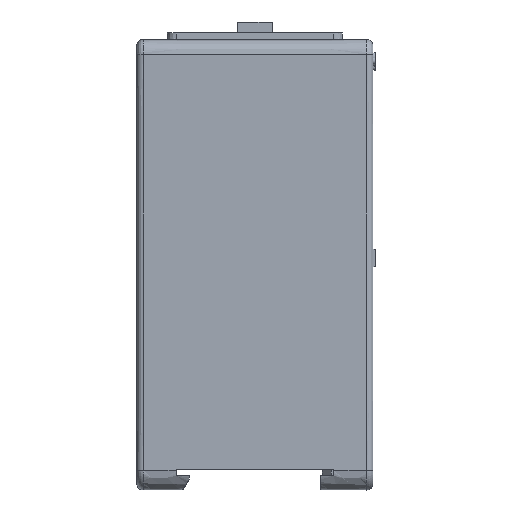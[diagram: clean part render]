
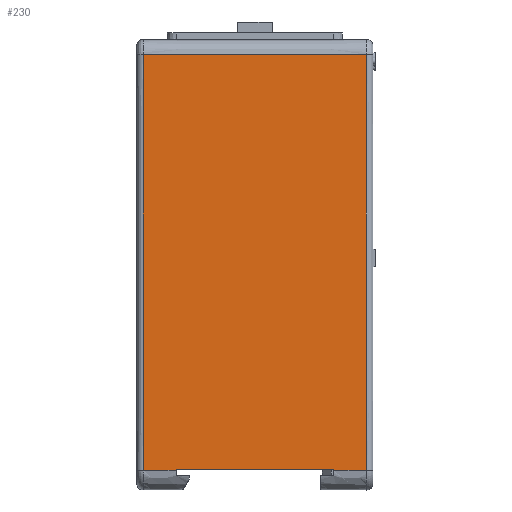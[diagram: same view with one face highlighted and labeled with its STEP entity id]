
A CAD part, left-side view. The second image highlights one B-rep face of the part: STEP entity #230.
In plain terms, the highlighted free-form (B-spline) face has degree [1, 1] with [2, 2] control points.
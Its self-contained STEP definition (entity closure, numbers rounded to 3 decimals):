
#230=ADVANCED_FACE($,(#496),#3384,.T.);
#496=FACE_OUTER_BOUND($,#757,.T.);
#757=EDGE_LOOP($,(#1449,#1450,#1451,#1452,#1453,#1454,#1455,#1456,#1457,
#1458));
#1449=ORIENTED_EDGE($,*,*,#2573,.T.);
#1450=ORIENTED_EDGE($,*,*,#2575,.T.);
#1451=ORIENTED_EDGE($,*,*,#2572,.T.);
#1452=ORIENTED_EDGE($,*,*,#2576,.T.);
#1453=ORIENTED_EDGE($,*,*,#2574,.T.);
#1454=ORIENTED_EDGE($,*,*,#2622,.T.);
#1455=ORIENTED_EDGE($,*,*,#2416,.F.);
#1456=ORIENTED_EDGE($,*,*,#2417,.T.);
#1457=ORIENTED_EDGE($,*,*,#2475,.F.);
#1458=ORIENTED_EDGE($,*,*,#2472,.T.);
#2416=EDGE_CURVE($,#2995,#2996,#9436,.T.);
#2417=EDGE_CURVE($,#2995,#3025,#9437,.T.);
#2472=EDGE_CURVE($,#3030,#3086,#9483,.T.);
#2475=EDGE_CURVE($,#3030,#3025,#9486,.T.);
#2572=EDGE_CURVE($,#3097,#3098,#9566,.T.);
#2573=EDGE_CURVE($,#3086,#3099,#9567,.T.);
#2574=EDGE_CURVE($,#3100,#3089,#9568,.T.);
#2575=EDGE_CURVE($,#3099,#3097,#9569,.T.);
#2576=EDGE_CURVE($,#3098,#3100,#9570,.T.);
#2622=EDGE_CURVE($,#3089,#2996,#9616,.T.);
#2995=VERTEX_POINT($,#8527);
#2996=VERTEX_POINT($,#8528);
#3025=VERTEX_POINT($,#8557);
#3030=VERTEX_POINT($,#8562);
#3086=VERTEX_POINT($,#8618);
#3089=VERTEX_POINT($,#8621);
#3097=VERTEX_POINT($,#8629);
#3098=VERTEX_POINT($,#8630);
#3099=VERTEX_POINT($,#8631);
#3100=VERTEX_POINT($,#8632);
#3384=B_SPLINE_SURFACE_WITH_KNOTS($,1,1,((#7651,#7652),(#7653,#7654)),.UNSPECIFIED.,
.F.,.F.,.F.,(2,2),(2,2),(4.5,99.5),(1.5,52.5),
.UNSPECIFIED.);
#5480=CARTESIAN_POINT($,(0.,1.5,99.5));
#5481=CARTESIAN_POINT($,(0.,1.5,67.833));
#5482=CARTESIAN_POINT($,(0.,1.5,36.167));
#5483=CARTESIAN_POINT($,(0.,1.5,4.5));
#5484=CARTESIAN_POINT($,(0.,1.5,99.5));
#5485=CARTESIAN_POINT($,(0.,18.5,99.5));
#5486=CARTESIAN_POINT($,(0.,35.5,99.5));
#5487=CARTESIAN_POINT($,(0.,52.5,99.5));
#5934=CARTESIAN_POINT($,(0.,52.5,4.5));
#5935=CARTESIAN_POINT($,(0.,50.,4.5));
#5936=CARTESIAN_POINT($,(0.,47.5,4.5));
#5937=CARTESIAN_POINT($,(0.,45.,4.5));
#5953=CARTESIAN_POINT($,(0.,52.5,4.5));
#5954=CARTESIAN_POINT($,(0.,52.5,36.167));
#5955=CARTESIAN_POINT($,(0.,52.5,67.833));
#5956=CARTESIAN_POINT($,(0.,52.5,99.5));
#6442=CARTESIAN_POINT($,(0.,42.,4.75));
#6443=CARTESIAN_POINT($,(0.,32.,4.75));
#6444=CARTESIAN_POINT($,(0.,22.,4.75));
#6445=CARTESIAN_POINT($,(0.,12.,4.75));
#6446=CARTESIAN_POINT($,(0.,45.,4.5));
#6447=CARTESIAN_POINT($,(0.,45.,4.583));
#6448=CARTESIAN_POINT($,(0.,45.,4.667));
#6449=CARTESIAN_POINT($,(0.,45.,4.75));
#6450=CARTESIAN_POINT($,(0.,9.,4.75));
#6451=CARTESIAN_POINT($,(0.,9.,4.667));
#6452=CARTESIAN_POINT($,(0.,9.,4.583));
#6453=CARTESIAN_POINT($,(0.,9.,4.5));
#6454=CARTESIAN_POINT($,(0.,45.,4.75));
#6455=CARTESIAN_POINT($,(0.,44.,4.75));
#6456=CARTESIAN_POINT($,(0.,43.,4.75));
#6457=CARTESIAN_POINT($,(0.,42.,4.75));
#6458=CARTESIAN_POINT($,(0.,12.,4.75));
#6459=CARTESIAN_POINT($,(0.,11.,4.75));
#6460=CARTESIAN_POINT($,(0.,10.,4.75));
#6461=CARTESIAN_POINT($,(0.,9.,4.75));
#6642=CARTESIAN_POINT($,(0.,9.,4.5));
#6643=CARTESIAN_POINT($,(0.,6.5,4.5));
#6644=CARTESIAN_POINT($,(0.,4.,4.5));
#6645=CARTESIAN_POINT($,(0.,1.5,4.5));
#7651=CARTESIAN_POINT($,(0.,1.5,4.5));
#7652=CARTESIAN_POINT($,(0.,52.5,4.5));
#7653=CARTESIAN_POINT($,(0.,1.5,99.5));
#7654=CARTESIAN_POINT($,(0.,52.5,99.5));
#8527=CARTESIAN_POINT($,(0.,1.5,99.5));
#8528=CARTESIAN_POINT($,(0.,1.5,4.5));
#8557=CARTESIAN_POINT($,(0.,52.5,99.5));
#8562=CARTESIAN_POINT($,(0.,52.5,4.5));
#8618=CARTESIAN_POINT($,(0.,45.,4.5));
#8621=CARTESIAN_POINT($,(0.,9.,4.5));
#8629=CARTESIAN_POINT($,(0.,42.,4.75));
#8630=CARTESIAN_POINT($,(0.,12.,4.75));
#8631=CARTESIAN_POINT($,(0.,45.,4.75));
#8632=CARTESIAN_POINT($,(0.,9.,4.75));
#9436=B_SPLINE_CURVE_WITH_KNOTS($,3,(#5480,#5481,#5482,#5483),.UNSPECIFIED.,
.F.,.F.,(4,4),(-99.5,-4.5),.UNSPECIFIED.);
#9437=B_SPLINE_CURVE_WITH_KNOTS($,3,(#5484,#5485,#5486,#5487),.UNSPECIFIED.,
.F.,.F.,(4,4),(-52.5,-1.5),.UNSPECIFIED.);
#9483=B_SPLINE_CURVE_WITH_KNOTS($,3,(#5934,#5935,#5936,#5937),.UNSPECIFIED.,
.F.,.F.,(4,4),(-52.5,-45.),.UNSPECIFIED.);
#9486=B_SPLINE_CURVE_WITH_KNOTS($,3,(#5953,#5954,#5955,#5956),.UNSPECIFIED.,
.F.,.F.,(4,4),(-98.5,-3.5),.UNSPECIFIED.);
#9566=B_SPLINE_CURVE_WITH_KNOTS($,3,(#6442,#6443,#6444,#6445),.UNSPECIFIED.,
.F.,.F.,(4,4),(-30.,0.),.UNSPECIFIED.);
#9567=B_SPLINE_CURVE_WITH_KNOTS($,3,(#6446,#6447,#6448,#6449),.UNSPECIFIED.,
.F.,.F.,(4,4),(-0.25,0.),.UNSPECIFIED.);
#9568=B_SPLINE_CURVE_WITH_KNOTS($,3,(#6450,#6451,#6452,#6453),.UNSPECIFIED.,
.F.,.F.,(4,4),(-1.5,-1.25),.UNSPECIFIED.);
#9569=B_SPLINE_CURVE_WITH_KNOTS($,3,(#6454,#6455,#6456,#6457),.UNSPECIFIED.,
.F.,.F.,(4,4),(-36.,-33.),.UNSPECIFIED.);
#9570=B_SPLINE_CURVE_WITH_KNOTS($,3,(#6458,#6459,#6460,#6461),.UNSPECIFIED.,
.F.,.F.,(4,4),(-3.,0.),.UNSPECIFIED.);
#9616=B_SPLINE_CURVE_WITH_KNOTS($,3,(#6642,#6643,#6644,#6645),.UNSPECIFIED.,
.F.,.F.,(4,4),(-9.,-1.5),.UNSPECIFIED.);
